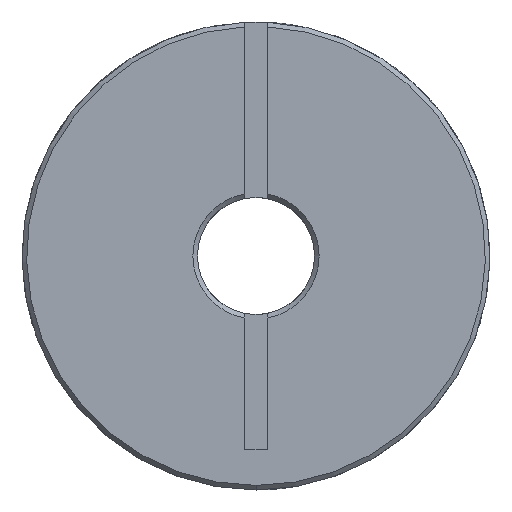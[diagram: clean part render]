
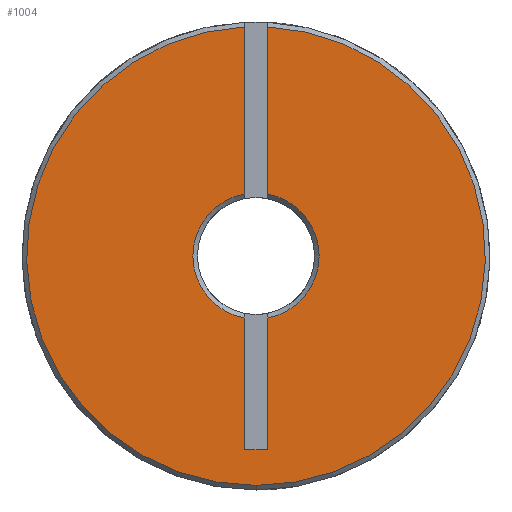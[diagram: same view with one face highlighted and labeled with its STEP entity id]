
A CAD part, left-side view. The second image highlights one B-rep face of the part: STEP entity #1004.
In plain terms, the highlighted planar face has unit normal (-1, 0, 0).
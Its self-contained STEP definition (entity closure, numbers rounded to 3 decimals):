
#18 = VECTOR ( 'NONE', #466, 1000. ) ;
#111 = EDGE_CURVE ( 'NONE', #1393, #1718, #1251, .T. ) ;
#156 = VECTOR ( 'NONE', #1116, 1000. ) ;
#172 = LINE ( 'NONE', #866, #156 ) ;
#228 = EDGE_LOOP ( 'NONE', ( #1888, #1298, #1889, #1894, #1895, #1896, #1905, #1909, #1911 ) ) ;
#239 = VECTOR ( 'NONE', #1840, 1000. ) ;
#255 = LINE ( 'NONE', #1205, #239 ) ;
#268 = CARTESIAN_POINT ( 'NONE',  ( 0., 0.61, 0. ) ) ;
#275 = EDGE_CURVE ( 'NONE', #1718, #518, #1198, .T. ) ;
#285 = DIRECTION ( 'NONE',  ( 0., 0., 1. ) ) ;
#317 = CIRCLE ( 'NONE', #907, 12.45 ) ;
#353 = AXIS2_PLACEMENT_3D ( 'NONE', #430, #432, #433 ) ;
#359 = CARTESIAN_POINT ( 'NONE',  ( 0., 0., 0. ) ) ;
#369 = DIRECTION ( 'NONE',  ( -1., 0., 0. ) ) ;
#371 = DIRECTION ( 'NONE',  ( 0., 0., 1. ) ) ;
#396 = EDGE_CURVE ( 'NONE', #1800, #1947, #1136, .T. ) ;
#430 = CARTESIAN_POINT ( 'NONE',  ( 0., 0., 0. ) ) ;
#432 = DIRECTION ( 'NONE',  ( 1., 0., 0. ) ) ;
#433 = DIRECTION ( 'NONE',  ( 0., 0., 1. ) ) ;
#460 = CARTESIAN_POINT ( 'NONE',  ( 0., -0.61, 0. ) ) ;
#462 = AXIS2_PLACEMENT_3D ( 'NONE', #359, #369, #371 ) ;
#465 = CARTESIAN_POINT ( 'NONE',  ( 0., 0., -12.45 ) ) ;
#466 = DIRECTION ( 'NONE',  ( 0., 0., -1. ) ) ;
#508 = EDGE_CURVE ( 'NONE', #1947, #1761, #1131, .T. ) ;
#518 = VERTEX_POINT ( 'NONE', #465 ) ;
#560 = CARTESIAN_POINT ( 'NONE',  ( 0., 0., -10.513 ) ) ;
#568 = DIRECTION ( 'NONE',  ( 0., 1., 0. ) ) ;
#581 = CARTESIAN_POINT ( 'NONE',  ( 0., 0., 0. ) ) ;
#583 = DIRECTION ( 'NONE',  ( 1., 0., 0. ) ) ;
#585 = DIRECTION ( 'NONE',  ( 0., 0., 1. ) ) ;
#615 = AXIS2_PLACEMENT_3D ( 'NONE', #581, #583, #585 ) ;
#682 = FACE_OUTER_BOUND ( 'NONE', #228, .T. ) ;
#704 = EDGE_CURVE ( 'NONE', #1761, #1672, #1065, .T. ) ;
#710 = EDGE_CURVE ( 'NONE', #1798, #1393, #1072, .T. ) ;
#711 = CARTESIAN_POINT ( 'NONE',  ( 0., -0.61, 3.37 ) ) ;
#866 = CARTESIAN_POINT ( 'NONE',  ( 0., -0.61, 0. ) ) ;
#907 = AXIS2_PLACEMENT_3D ( 'NONE', #1484, #1449, #1532 ) ;
#1004 = ADVANCED_FACE ( 'NONE', ( #682 ), #1172, .T. ) ;
#1063 = VECTOR ( 'NONE', #568, 1000. ) ;
#1065 = LINE ( 'NONE', #560, #1063 ) ;
#1072 = CIRCLE ( 'NONE', #615, 3.425 ) ;
#1116 = DIRECTION ( 'NONE',  ( 0., 0., -1. ) ) ;
#1131 = LINE ( 'NONE', #460, #18 ) ;
#1136 = CIRCLE ( 'NONE', #353, 3.425 ) ;
#1143 = CARTESIAN_POINT ( 'NONE',  ( 0., 0., 0. ) ) ;
#1172 = PLANE ( 'NONE',  #1242 ) ;
#1173 = DIRECTION ( 'NONE',  ( -1., 0., 0. ) ) ;
#1180 = DIRECTION ( 'NONE',  ( 0., 0., 1. ) ) ;
#1198 = CIRCLE ( 'NONE', #462, 12.45 ) ;
#1199 = CARTESIAN_POINT ( 'NONE',  ( 0., 0.61, -10.513 ) ) ;
#1205 = CARTESIAN_POINT ( 'NONE',  ( 0., 0.61, 0. ) ) ;
#1237 = VECTOR ( 'NONE', #285, 1000. ) ;
#1242 = AXIS2_PLACEMENT_3D ( 'NONE', #1143, #1173, #1180 ) ;
#1251 = LINE ( 'NONE', #268, #1237 ) ;
#1298 = ORIENTED_EDGE ( 'NONE', *, *, #275, .T. ) ;
#1393 = VERTEX_POINT ( 'NONE', #1630 ) ;
#1449 = DIRECTION ( 'NONE',  ( -1., 0., 0. ) ) ;
#1476 = VERTEX_POINT ( 'NONE', #1682 ) ;
#1484 = CARTESIAN_POINT ( 'NONE',  ( 0., 0., 0. ) ) ;
#1532 = DIRECTION ( 'NONE',  ( 0., 0., 1. ) ) ;
#1630 = CARTESIAN_POINT ( 'NONE',  ( 0., 0.61, 3.37 ) ) ;
#1640 = CARTESIAN_POINT ( 'NONE',  ( 0., 0.61, 12.435 ) ) ;
#1672 = VERTEX_POINT ( 'NONE', #1199 ) ;
#1682 = CARTESIAN_POINT ( 'NONE',  ( 0., -0.61, 12.435 ) ) ;
#1685 = EDGE_CURVE ( 'NONE', #518, #1476, #317, .T. ) ;
#1718 = VERTEX_POINT ( 'NONE', #1640 ) ;
#1761 = VERTEX_POINT ( 'NONE', #1782 ) ;
#1782 = CARTESIAN_POINT ( 'NONE',  ( 0., -0.61, -10.513 ) ) ;
#1798 = VERTEX_POINT ( 'NONE', #1810 ) ;
#1800 = VERTEX_POINT ( 'NONE', #711 ) ;
#1810 = CARTESIAN_POINT ( 'NONE',  ( 0., 0.61, -3.37 ) ) ;
#1830 = EDGE_CURVE ( 'NONE', #1672, #1798, #255, .T. ) ;
#1840 = DIRECTION ( 'NONE',  ( 0., 0., 1. ) ) ;
#1888 = ORIENTED_EDGE ( 'NONE', *, *, #111, .T. ) ;
#1889 = ORIENTED_EDGE ( 'NONE', *, *, #1685, .T. ) ;
#1894 = ORIENTED_EDGE ( 'NONE', *, *, #1910, .T. ) ;
#1895 = ORIENTED_EDGE ( 'NONE', *, *, #396, .T. ) ;
#1896 = ORIENTED_EDGE ( 'NONE', *, *, #508, .T. ) ;
#1905 = ORIENTED_EDGE ( 'NONE', *, *, #704, .T. ) ;
#1909 = ORIENTED_EDGE ( 'NONE', *, *, #1830, .T. ) ;
#1910 = EDGE_CURVE ( 'NONE', #1476, #1800, #172, .T. ) ;
#1911 = ORIENTED_EDGE ( 'NONE', *, *, #710, .T. ) ;
#1919 = CARTESIAN_POINT ( 'NONE',  ( 0., -0.61, -3.37 ) ) ;
#1947 = VERTEX_POINT ( 'NONE', #1919 ) ;
